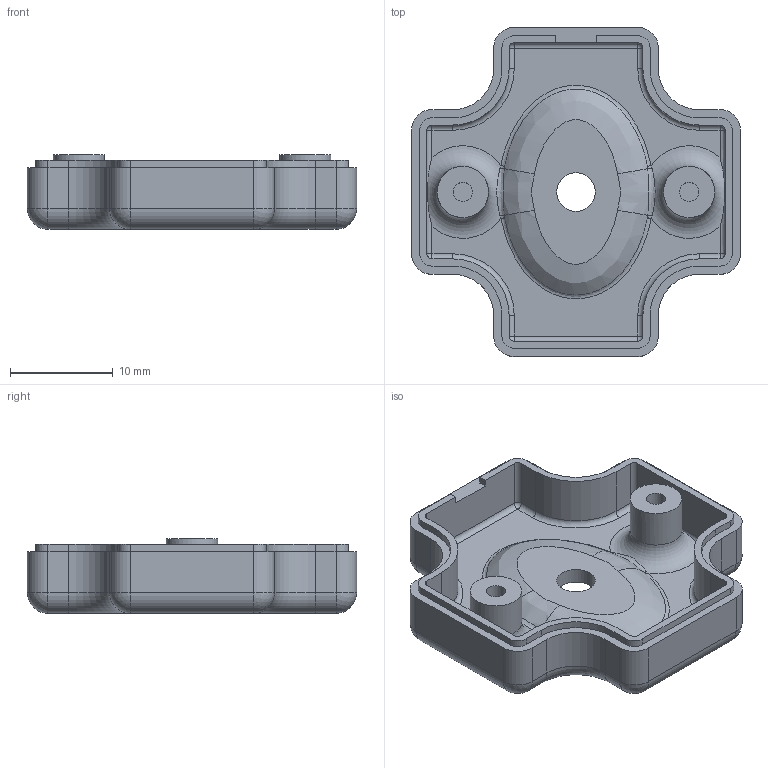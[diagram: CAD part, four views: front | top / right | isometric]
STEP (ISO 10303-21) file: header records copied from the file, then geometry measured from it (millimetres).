
FILE_DESCRIPTION(/* description */ (''),/* implementation_level */ '2;1');
FILE_NAME(/* name */ '45-0118.stp',/* time_stamp */ '2014-07-10T10:50:43-04:00',/* author */ ('Justin'),/* organization */ (''),/* preprocessor_version */ 'ST-DEVELOPER v15.6',/* originating_system */ 'Autodesk Inventor 2015',/* authorisation */ '');
FILE_SCHEMA (('AUTOMOTIVE_DESIGN { 1 0 10303 214 3 1 1 }'));
Length unit declared in the file: millimetre
Products named in the file (1): 45-0118
Bounding box: 32 x 32 x 7.25 mm (x, y, z)
Volume: 2106.8 mm3; surface area: 2988.8 mm2
Topology: 1 solids, 1 shells, 155 faces, 374 edges, 225 vertices
Faces by surface type: cylinder 65, plane 50, sphere 16, bspline 14, torus 10
Full cylindrical faces by diameter (mm): 1.85 x2, 3.75 x1, 5 x2
Entity records: 5765 total; most frequent: CARTESIAN_POINT 2150, DIRECTION 778, ORIENTED_EDGE 730, EDGE_CURVE 365, AXIS2_PLACEMENT_3D 298, VERTEX_POINT 223, LINE 182, VECTOR 182
